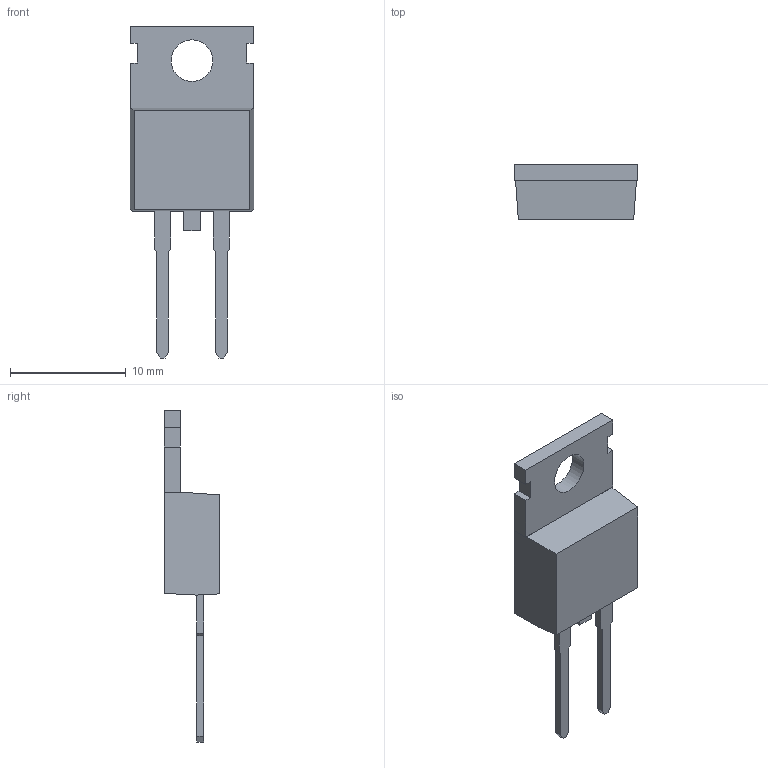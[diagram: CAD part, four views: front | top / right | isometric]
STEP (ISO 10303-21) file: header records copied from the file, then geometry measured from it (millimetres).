
FILE_DESCRIPTION(('STEP AP214'), '1');
FILE_NAME('TO-220AC', '', ('UNSPECIFIED'), ('UNSPECIFIED'), 'ASCON STEP Converter 1.3', 'ASCON Math Kernel', '');
FILE_SCHEMA(('AUTOMOTIVE_DESIGN { 1 0 10303 214 3 1 1}'));
Length unit declared in the file: millimetre
Bounding box: 10.65 x 4.8 x 28.7 mm (x, y, z)
Volume: 541.5 mm3; surface area: 816.9 mm2
Topology: 5 solids, 5 shells, 70 faces, 180 edges, 120 vertices
Faces by surface type: plane 69, cylinder 1
Full cylindrical faces by diameter (mm): 3.6 x1
Entity records: 2713 total; most frequent: CARTESIAN_POINT 370, ORIENTED_EDGE 358, DIRECTION 323, EDGE_CURVE 179, LINE 177, VECTOR 177, VERTEX_POINT 120, COLOUR_RGB 75
